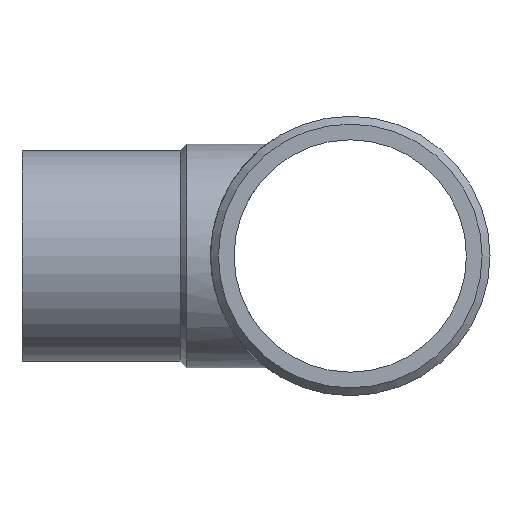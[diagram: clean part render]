
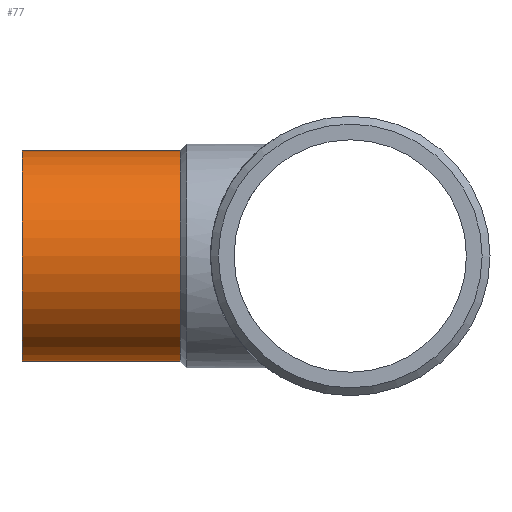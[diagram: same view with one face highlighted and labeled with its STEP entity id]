
A CAD part, left-side view. The second image highlights one B-rep face of the part: STEP entity #77.
In plain terms, the highlighted cylindrical face has radius 90 mm (diameter 180 mm), a full revolution.
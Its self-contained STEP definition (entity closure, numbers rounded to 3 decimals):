
#77 = ADVANCED_FACE( '', ( #95, #96 ), #97, .T. );
#95 = FACE_OUTER_BOUND( '', #136, .T. );
#96 = FACE_OUTER_BOUND( '', #137, .T. );
#97 = CYLINDRICAL_SURFACE( '', #138, 90. );
#136 = EDGE_LOOP( '', ( #181 ) );
#137 = EDGE_LOOP( '', ( #182 ) );
#138 = AXIS2_PLACEMENT_3D( '', #183, #184, #185 );
#181 = ORIENTED_EDGE( '', *, *, #240, .F. );
#182 = ORIENTED_EDGE( '', *, *, #241, .T. );
#183 = CARTESIAN_POINT( '', ( -277., 0., 0. ) );
#184 = DIRECTION( '', ( 0., 1., 0. ) );
#185 = DIRECTION( '', ( 0., 0., -1. ) );
#240 = EDGE_CURVE( '', #256, #256, #257, .T. );
#241 = EDGE_CURVE( '', #258, #258, #259, .T. );
#256 = VERTEX_POINT( '', #475 );
#257 = CIRCLE( '', #476, 90. );
#258 = VERTEX_POINT( '', #477 );
#259 = CIRCLE( '', #478, 90. );
#475 = CARTESIAN_POINT( '', ( -277., 145., -90. ) );
#476 = AXIS2_PLACEMENT_3D( '', #683, #684, #685 );
#477 = CARTESIAN_POINT( '', ( -277., 280., -90. ) );
#478 = AXIS2_PLACEMENT_3D( '', #686, #687, #688 );
#683 = CARTESIAN_POINT( '', ( -277., 145., 0. ) );
#684 = DIRECTION( '', ( 0., -1., 0. ) );
#685 = DIRECTION( '', ( 0., 0., -1. ) );
#686 = CARTESIAN_POINT( '', ( -277., 280., 0. ) );
#687 = DIRECTION( '', ( 0., -1., 0. ) );
#688 = DIRECTION( '', ( 0., 0., -1. ) );
